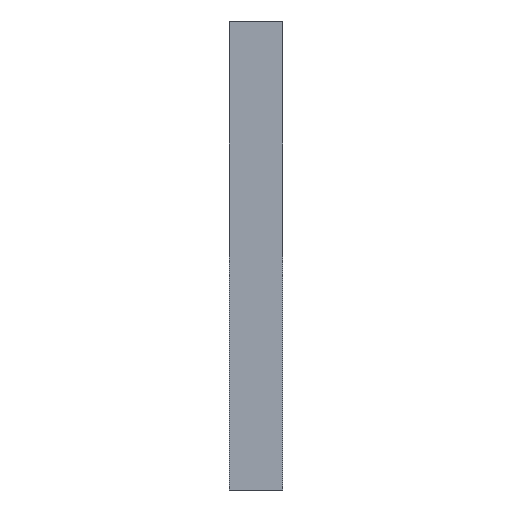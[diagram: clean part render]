
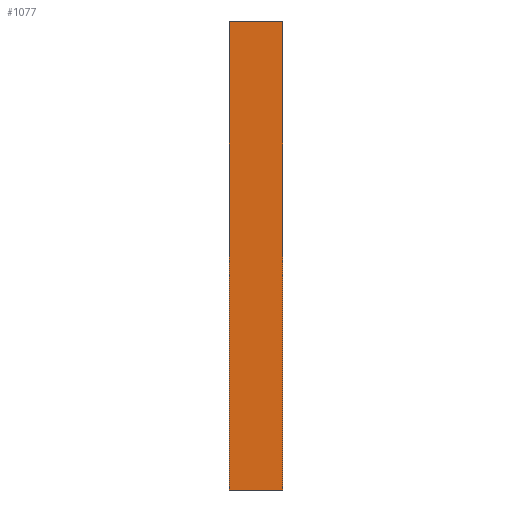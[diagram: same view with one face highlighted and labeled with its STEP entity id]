
A CAD part, left-side view. The second image highlights one B-rep face of the part: STEP entity #1077.
In plain terms, the highlighted planar face has unit normal (-1, 0, 0).
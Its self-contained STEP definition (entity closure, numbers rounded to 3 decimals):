
#45 = VECTOR ( 'NONE', #396, 1000. ) ;
#54 = ORIENTED_EDGE ( 'NONE', *, *, #789, .T. ) ;
#86 = EDGE_CURVE ( 'NONE', #864, #573, #978, .T. ) ;
#104 = CARTESIAN_POINT ( 'NONE',  ( 0., 4., 0. ) ) ;
#155 = DIRECTION ( 'NONE',  ( 0., -1., 0. ) ) ;
#178 = CARTESIAN_POINT ( 'NONE',  ( 0., 4., 0. ) ) ;
#186 = PLANE ( 'NONE',  #1534 ) ;
#243 = VECTOR ( 'NONE', #813, 1000. ) ;
#252 = VERTEX_POINT ( 'NONE', #1071 ) ;
#396 = DIRECTION ( 'NONE',  ( 0., -1., 0. ) ) ;
#414 = CARTESIAN_POINT ( 'NONE',  ( 0., 4., 0. ) ) ;
#523 = CARTESIAN_POINT ( 'NONE',  ( 0., 0., 0. ) ) ;
#573 = VERTEX_POINT ( 'NONE', #523 ) ;
#641 = VECTOR ( 'NONE', #155, 1000. ) ;
#783 = CARTESIAN_POINT ( 'NONE',  ( 0., 4., -35. ) ) ;
#789 = EDGE_CURVE ( 'NONE', #252, #864, #1786, .T. ) ;
#813 = DIRECTION ( 'NONE',  ( 0., 0., 1. ) ) ;
#864 = VERTEX_POINT ( 'NONE', #1665 ) ;
#880 = CARTESIAN_POINT ( 'NONE',  ( 0., 4., 0. ) ) ;
#978 = LINE ( 'NONE', #1277, #1517 ) ;
#1071 = CARTESIAN_POINT ( 'NONE',  ( 0., 4., -35. ) ) ;
#1077 = ADVANCED_FACE ( 'NONE', ( #1449 ), #186, .F. ) ;
#1084 = EDGE_LOOP ( 'NONE', ( #1492, #1769, #1170, #54 ) ) ;
#1170 = ORIENTED_EDGE ( 'NONE', *, *, #1275, .F. ) ;
#1272 = LINE ( 'NONE', #178, #641 ) ;
#1275 = EDGE_CURVE ( 'NONE', #252, #1736, #1366, .T. ) ;
#1277 = CARTESIAN_POINT ( 'NONE',  ( 0., 0., 0. ) ) ;
#1366 = LINE ( 'NONE', #104, #243 ) ;
#1398 = DIRECTION ( 'NONE',  ( 0., 0., 1. ) ) ;
#1449 = FACE_OUTER_BOUND ( 'NONE', #1084, .T. ) ;
#1474 = DIRECTION ( 'NONE',  ( 0., 0., -1. ) ) ;
#1492 = ORIENTED_EDGE ( 'NONE', *, *, #86, .T. ) ;
#1517 = VECTOR ( 'NONE', #1398, 1000. ) ;
#1534 = AXIS2_PLACEMENT_3D ( 'NONE', #880, #1744, #1474 ) ;
#1665 = CARTESIAN_POINT ( 'NONE',  ( 0., 0., -35. ) ) ;
#1736 = VERTEX_POINT ( 'NONE', #414 ) ;
#1744 = DIRECTION ( 'NONE',  ( 1., 0., 0. ) ) ;
#1769 = ORIENTED_EDGE ( 'NONE', *, *, #1820, .F. ) ;
#1786 = LINE ( 'NONE', #783, #45 ) ;
#1820 = EDGE_CURVE ( 'NONE', #1736, #573, #1272, .T. ) ;
